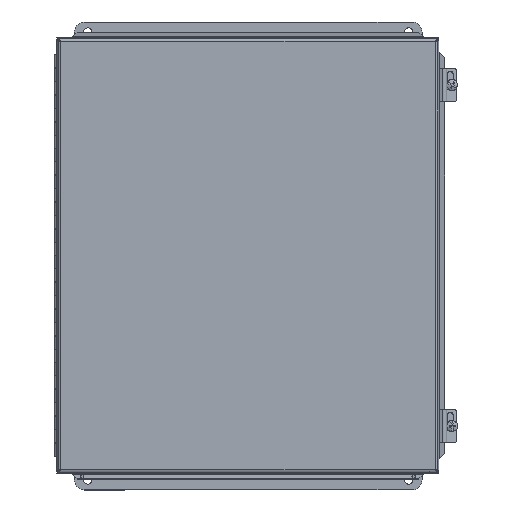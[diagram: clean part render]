
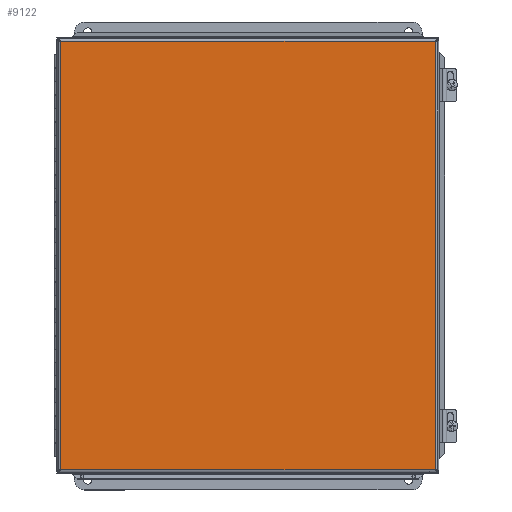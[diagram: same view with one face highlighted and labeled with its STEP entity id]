
A CAD part, top view. The second image highlights one B-rep face of the part: STEP entity #9122.
In plain terms, the highlighted planar face has unit normal (0, 0, 1).
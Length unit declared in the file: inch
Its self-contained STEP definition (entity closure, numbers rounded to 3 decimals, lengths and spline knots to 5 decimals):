
#991=PLANE('',#9962);
#1471=LINE('',#14617,#2345);
#1511=LINE('',#14885,#2385);
#1614=LINE('',#15285,#2488);
#1615=LINE('',#15287,#2489);
#2345=VECTOR('',#11353,0.3937);
#2385=VECTOR('',#11417,0.3937);
#2488=VECTOR('',#11688,0.3937);
#2489=VECTOR('',#11691,0.3937);
#3307=FACE_OUTER_BOUND('',#3835,.T.);
#3835=EDGE_LOOP('',(#7823,#7824,#7825,#7826));
#4656=VERTEX_POINT('',#14338);
#4687=VERTEX_POINT('',#14486);
#4715=VERTEX_POINT('',#14616);
#4735=VERTEX_POINT('',#14798);
#5682=EDGE_CURVE('',#4715,#4687,#1471,.T.);
#5733=EDGE_CURVE('',#4656,#4735,#1511,.T.);
#5866=EDGE_CURVE('',#4687,#4656,#1614,.T.);
#5867=EDGE_CURVE('',#4735,#4715,#1615,.T.);
#7823=ORIENTED_EDGE('',*,*,#5866,.T.);
#7824=ORIENTED_EDGE('',*,*,#5733,.T.);
#7825=ORIENTED_EDGE('',*,*,#5867,.T.);
#7826=ORIENTED_EDGE('',*,*,#5682,.T.);
#9122=ADVANCED_FACE('',(#3307),#991,.T.);
#9962=AXIS2_PLACEMENT_3D('',#15288,#11692,#11693);
#11353=DIRECTION('',(0.,-1.,0.));
#11417=DIRECTION('',(0.,1.,0.));
#11688=DIRECTION('',(1.,0.,0.));
#11691=DIRECTION('',(-1.,0.,0.));
#11692=DIRECTION('center_axis',(0.,0.,1.));
#11693=DIRECTION('ref_axis',(1.,0.,0.));
#14338=CARTESIAN_POINT('',(7.0035,-8.0035,0.059));
#14486=CARTESIAN_POINT('',(-7.0035,-8.0035,0.059));
#14616=CARTESIAN_POINT('',(-7.0035,8.0035,0.059));
#14617=CARTESIAN_POINT('',(-7.0035,4.00175,0.059));
#14798=CARTESIAN_POINT('',(7.0035,8.0035,0.059));
#14885=CARTESIAN_POINT('',(7.0035,-4.00175,0.059));
#15285=CARTESIAN_POINT('',(-3.50175,-8.0035,0.059));
#15287=CARTESIAN_POINT('',(3.50175,8.0035,0.059));
#15288=CARTESIAN_POINT('Origin',(0.,0.,0.059));
